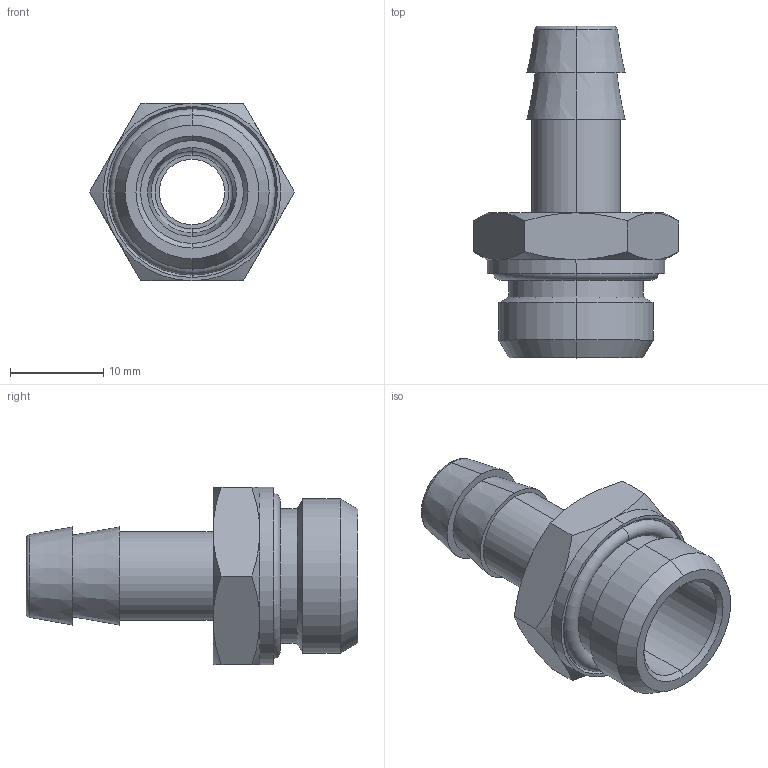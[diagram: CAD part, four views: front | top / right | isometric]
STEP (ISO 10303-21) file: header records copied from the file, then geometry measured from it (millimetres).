
FILE_DESCRIPTION(( 'RA.30A10.38.STEP' ), '1');
FILE_NAME( 'RA.30A10.38.STEP', '2018-11-09T15:47:43',( 'Sopra'),('sopra-pneumatic.com'), 'SwSTEP 2.0','SolidWorks 2009','' );
FILE_SCHEMA (( 'AUTOMOTIVE_DESIGN' ));
Length unit declared in the file: millimetre
Products named in the file (2): 0304400026A
Bounding box: 21.94 x 35.5 x 19 mm (x, y, z)
Surface area: 3154.2 mm2 (no closed solid volume)
Topology: 0 solids, 3 shells, 54 faces, 116 edges, 68 vertices
Faces by surface type: cone 24, cylinder 12, plane 12, torus 6
Entity records: 2176 total; most frequent: CARTESIAN_POINT 376, DIRECTION 266, ORIENTED_EDGE 224, AXIS2_PLACEMENT_3D 118, EDGE_CURVE 116, VERTEX_POINT 68, CIRCLE 62, EDGE_LOOP 60
